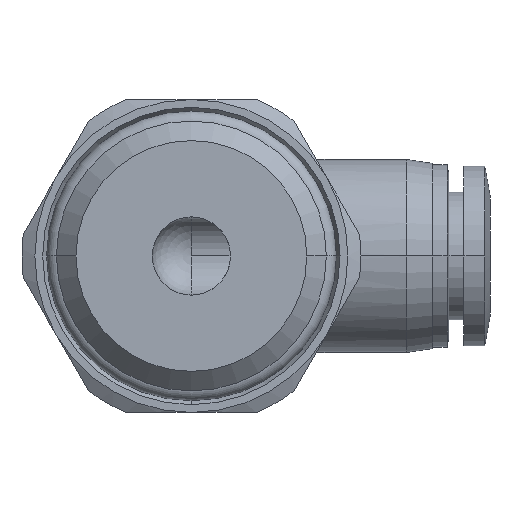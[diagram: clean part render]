
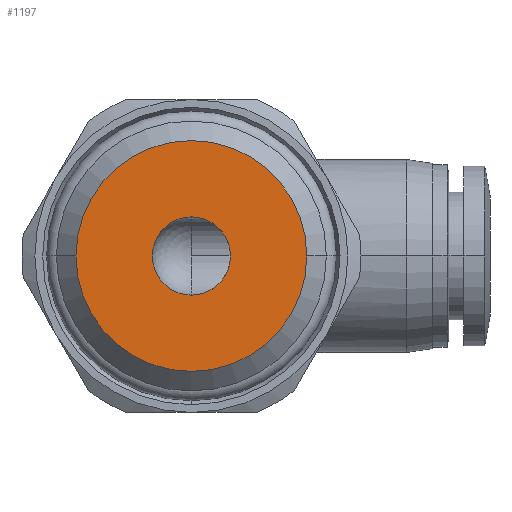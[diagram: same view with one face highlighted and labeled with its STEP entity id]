
A CAD part, front view. The second image highlights one B-rep face of the part: STEP entity #1197.
In plain terms, the highlighted planar face has unit normal (0, -1, 0).
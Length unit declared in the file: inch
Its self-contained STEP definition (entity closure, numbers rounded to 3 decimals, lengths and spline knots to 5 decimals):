
#13 = VERTEX_POINT ( 'NONE', #424 ) ;
#41 = FACE_OUTER_BOUND ( 'NONE', #2233, .T. ) ;
#45 = CARTESIAN_POINT ( 'NONE',  ( 0., -0.51181, 0.11811 ) ) ;
#71 = VERTEX_POINT ( 'NONE', #45 ) ;
#91 = DIRECTION ( 'NONE',  ( 0., -1., 0. ) ) ;
#424 = CARTESIAN_POINT ( 'NONE',  ( -0.34843, -0.51181, 0. ) ) ;
#451 = DIRECTION ( 'NONE',  ( 0., -1., 0. ) ) ;
#551 = DIRECTION ( 'NONE',  ( -1., 0., 0. ) ) ;
#688 = CARTESIAN_POINT ( 'NONE',  ( 0., -0.51181, 0. ) ) ;
#728 = CARTESIAN_POINT ( 'NONE',  ( 0., -0.51181, 0. ) ) ;
#810 = CIRCLE ( 'NONE', #2475, 0.11811 ) ;
#880 = EDGE_CURVE ( 'NONE', #2082, #71, #810, .T. ) ;
#951 = DIRECTION ( 'NONE',  ( 0., 0., 1. ) ) ;
#968 = CARTESIAN_POINT ( 'NONE',  ( 0.34843, -0.51181, 0. ) ) ;
#991 = CARTESIAN_POINT ( 'NONE',  ( 0., -0.51181, 0. ) ) ;
#1116 = AXIS2_PLACEMENT_3D ( 'NONE', #1745, #1540, #1997 ) ;
#1197 = ADVANCED_FACE ( 'NONE', ( #41, #1858 ), #1738, .T. ) ;
#1410 = DIRECTION ( 'NONE',  ( 0., 1., 0. ) ) ;
#1443 = EDGE_LOOP ( 'NONE', ( #2580, #2906 ) ) ;
#1477 = AXIS2_PLACEMENT_3D ( 'NONE', #688, #451, #2717 ) ;
#1540 = DIRECTION ( 'NONE',  ( 0., -1., 0. ) ) ;
#1580 = EDGE_CURVE ( 'NONE', #2539, #13, #2477, .T. ) ;
#1738 = PLANE ( 'NONE',  #1116 ) ;
#1745 = CARTESIAN_POINT ( 'NONE',  ( -0.17421, -0.51181, 0. ) ) ;
#1814 = CARTESIAN_POINT ( 'NONE',  ( 0., -0.51181, -0.11811 ) ) ;
#1858 = FACE_BOUND ( 'NONE', #1443, .T. ) ;
#1940 = CIRCLE ( 'NONE', #1477, 0.34843 ) ;
#1997 = DIRECTION ( 'NONE',  ( 0., 0., -1. ) ) ;
#2038 = ORIENTED_EDGE ( 'NONE', *, *, #1580, .T. ) ;
#2082 = VERTEX_POINT ( 'NONE', #1814 ) ;
#2084 = EDGE_CURVE ( 'NONE', #13, #2539, #1940, .T. ) ;
#2118 = CIRCLE ( 'NONE', #2773, 0.11811 ) ;
#2233 = EDGE_LOOP ( 'NONE', ( #2552, #2038 ) ) ;
#2475 = AXIS2_PLACEMENT_3D ( 'NONE', #2818, #1410, #2598 ) ;
#2477 = CIRCLE ( 'NONE', #2563, 0.34843 ) ;
#2497 = EDGE_CURVE ( 'NONE', #71, #2082, #2118, .T. ) ;
#2539 = VERTEX_POINT ( 'NONE', #968 ) ;
#2552 = ORIENTED_EDGE ( 'NONE', *, *, #2084, .T. ) ;
#2563 = AXIS2_PLACEMENT_3D ( 'NONE', #991, #91, #551 ) ;
#2580 = ORIENTED_EDGE ( 'NONE', *, *, #2497, .T. ) ;
#2598 = DIRECTION ( 'NONE',  ( 0., 0., 1. ) ) ;
#2717 = DIRECTION ( 'NONE',  ( -1., 0., 0. ) ) ;
#2773 = AXIS2_PLACEMENT_3D ( 'NONE', #728, #2820, #951 ) ;
#2818 = CARTESIAN_POINT ( 'NONE',  ( 0., -0.51181, 0. ) ) ;
#2820 = DIRECTION ( 'NONE',  ( 0., 1., 0. ) ) ;
#2906 = ORIENTED_EDGE ( 'NONE', *, *, #880, .T. ) ;
